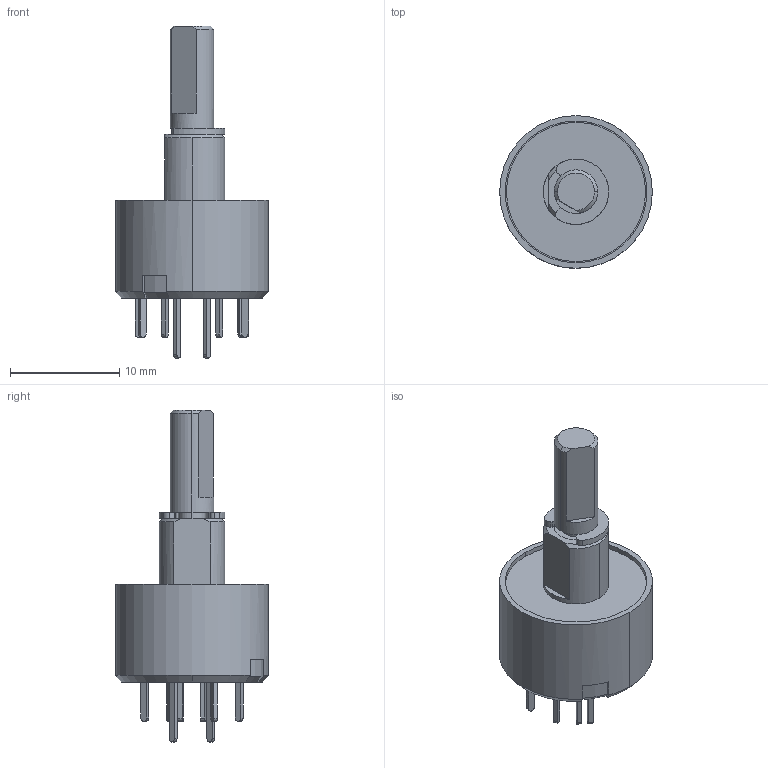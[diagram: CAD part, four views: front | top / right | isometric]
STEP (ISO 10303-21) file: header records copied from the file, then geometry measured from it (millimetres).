
FILE_DESCRIPTION (( 'STEP AP203' ), '1' );
FILE_NAME ('model_Ïåðåêëþ÷àòåëü ÌÏÍ-2 3Ï2Í 33 IP48 ÔÈÌÄ.640121.002 ÒÓ_èñïð.STEP', '2022-03-21T08:08:22', ( 'user' ), ( '' ), 'SwSTEP 2.0', 'SolidWorks 2016', '' );
FILE_SCHEMA (( 'CONFIG_CONTROL_DESIGN' ));
Length unit declared in the file: millimetre
Products named in the file (14): ÌÏÍ3 10Ï âûâîä-oa7_3; ÌÏÍ3 10Ï îñíîâàíèå; ÌÏÍ3 Êîíòàêò íà 180_2; ÌÏÍ3 10Ï âûâîä-oa7_2; �����_3�2�; 扻豵鵨; 櫻蠉錪2; ﾔﾈﾌﾄ-ﾝ.18.34 ﾂ琿_33; 扻錪犩 諘瀁謺鍷; ÌÏÍ3 10Ï âûâîä-oa7_5; model_Ïåðåêëþ÷àòåëü ÌÏÍ-2 3Ï2Í 33 IP48 ÔÈÌÄ.640121.002 ÒÓ_èñïð; 匀棠.754175.002 暑朦鲱 箫腩蝽栩咫铄; ÔÈÌÄ-Ý.18.27 Óçåë ôèêñàöèè; ÌÏÍ3 Êîíòàêò íà 180
Assembly tree (17 placements, depth 3):
  model_Ïåðåêëþ÷àòåëü ÌÏÍ-2 3Ï2Í 33 IP48 ÔÈÌÄ.640121.002 ÒÓ_èñïð
    ÔÈÌÄ-Ý.18.27 Óçåë ôèêñàöèè
      扻豵鵨
      扻錪犩 諘瀁謺鍷
      匀棠.754175.002 暑朦鲱 箫腩蝽栩咫铄  x2
    �����_3�2�
      ÌÏÍ3 Êîíòàêò íà 180
      ÌÏÍ3 10Ï âûâîä-oa7_3
      ÌÏÍ3 10Ï îñíîâàíèå
      ÌÏÍ3 Êîíòàêò íà 180_2
      ÌÏÍ3 10Ï âûâîä-oa7_2
      櫻蠉錪2
      ÌÏÍ3 10Ï âûâîä-oa7_5  x4
    ﾔﾈﾌﾄ-ﾝ.18.34 ﾂ琿_33
Bounding box: 14 x 14 x 30.45 mm (x, y, z)
Volume: 1042.7 mm3; surface area: 2517.8 mm2
Topology: 15 solids, 15 shells, 270 faces, 640 edges, 420 vertices
Faces by surface type: plane 153, cylinder 69, bspline 26, cone 20, torus 2
Entity records: 8373 total; most frequent: CARTESIAN_POINT 1530, DIRECTION 1103, ORIENTED_EDGE 1066, EDGE_CURVE 533, AXIS2_PLACEMENT_3D 387, VERTEX_POINT 350, VECTOR 329, LINE 329
